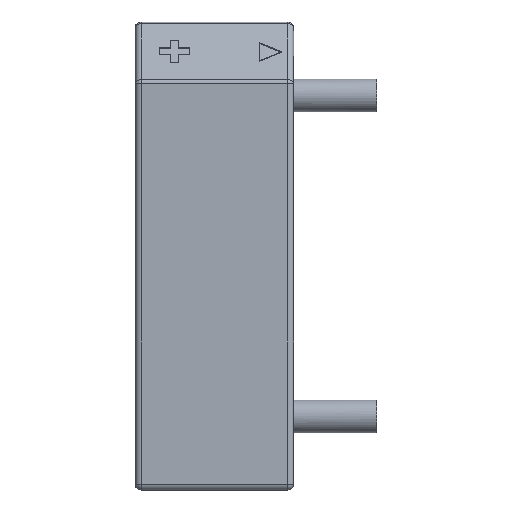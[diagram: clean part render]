
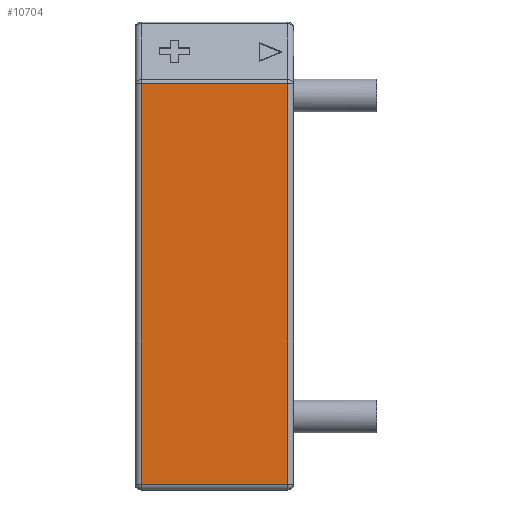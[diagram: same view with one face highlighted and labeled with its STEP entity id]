
A CAD part, left-side view. The second image highlights one B-rep face of the part: STEP entity #10704.
In plain terms, the highlighted planar face has unit normal (-1, 0, 0).
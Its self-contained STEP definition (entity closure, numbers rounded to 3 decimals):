
#277 = VERTEX_POINT ( 'NONE', #11483 ) ;
#504 = DIRECTION ( 'NONE',  ( 0., 0., -1. ) ) ;
#949 = VERTEX_POINT ( 'NONE', #5959 ) ;
#1052 = PLANE ( 'NONE',  #4678 ) ;
#1480 = CARTESIAN_POINT ( 'NONE',  ( -2.474, 5.434, -13.074 ) ) ;
#1669 = DIRECTION ( 'NONE',  ( 0., 1., 0. ) ) ;
#4389 = EDGE_CURVE ( 'NONE', #949, #277, #10508, .T. ) ;
#4402 = VECTOR ( 'NONE', #19909, 1000. ) ;
#4678 = AXIS2_PLACEMENT_3D ( 'NONE', #12267, #15620, #10226 ) ;
#5201 = CARTESIAN_POINT ( 'NONE',  ( -2.474, 5.434, 0.391 ) ) ;
#5807 = VECTOR ( 'NONE', #504, 1000. ) ;
#5878 = EDGE_CURVE ( 'NONE', #22378, #949, #13699, .T. ) ;
#5959 = CARTESIAN_POINT ( 'NONE',  ( -2.474, 0.3, 0.391 ) ) ;
#6084 = LINE ( 'NONE', #21024, #5807 ) ;
#6319 = ORIENTED_EDGE ( 'NONE', *, *, #5878, .T. ) ;
#7188 = CARTESIAN_POINT ( 'NONE',  ( -2.474, 0.3, -13.074 ) ) ;
#8999 = VECTOR ( 'NONE', #1669, 1000. ) ;
#10091 = EDGE_CURVE ( 'NONE', #277, #11154, #6084, .T. ) ;
#10226 = DIRECTION ( 'NONE',  ( 0., 0., -1. ) ) ;
#10508 = LINE ( 'NONE', #5201, #8999 ) ;
#10704 = ADVANCED_FACE ( 'NONE', ( #13815 ), #1052, .F. ) ;
#11154 = VERTEX_POINT ( 'NONE', #17662 ) ;
#11483 = CARTESIAN_POINT ( 'NONE',  ( -2.474, 5.234, 0.391 ) ) ;
#11795 = DIRECTION ( 'NONE',  ( 0., 0., 1. ) ) ;
#12267 = CARTESIAN_POINT ( 'NONE',  ( -2.474, 5.434, -13.274 ) ) ;
#13356 = CARTESIAN_POINT ( 'NONE',  ( -2.474, 0.3, -13.274 ) ) ;
#13699 = LINE ( 'NONE', #13356, #23701 ) ;
#13815 = FACE_OUTER_BOUND ( 'NONE', #20766, .T. ) ;
#15620 = DIRECTION ( 'NONE',  ( 1., 0., 0. ) ) ;
#15919 = LINE ( 'NONE', #1480, #4402 ) ;
#17596 = EDGE_CURVE ( 'NONE', #11154, #22378, #15919, .T. ) ;
#17662 = CARTESIAN_POINT ( 'NONE',  ( -2.474, 5.234, -13.074 ) ) ;
#19106 = ORIENTED_EDGE ( 'NONE', *, *, #10091, .T. ) ;
#19909 = DIRECTION ( 'NONE',  ( 0., -1., 0. ) ) ;
#20766 = EDGE_LOOP ( 'NONE', ( #6319, #22832, #19106, #23562 ) ) ;
#21024 = CARTESIAN_POINT ( 'NONE',  ( -2.474, 5.234, -13.274 ) ) ;
#22378 = VERTEX_POINT ( 'NONE', #7188 ) ;
#22832 = ORIENTED_EDGE ( 'NONE', *, *, #4389, .T. ) ;
#23562 = ORIENTED_EDGE ( 'NONE', *, *, #17596, .T. ) ;
#23701 = VECTOR ( 'NONE', #11795, 1000. ) ;
